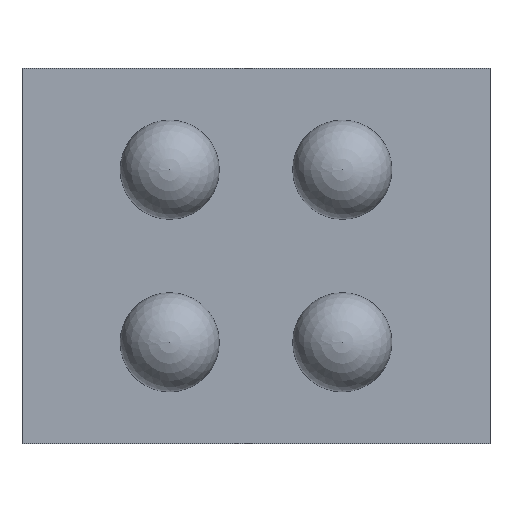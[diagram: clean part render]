
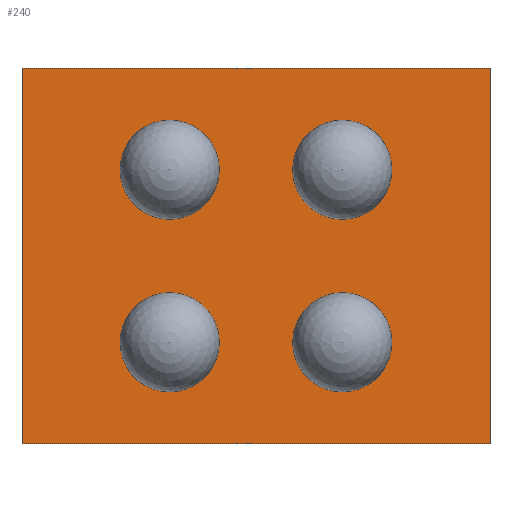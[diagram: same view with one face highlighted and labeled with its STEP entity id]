
A CAD part, front view. The second image highlights one B-rep face of the part: STEP entity #240.
In plain terms, the highlighted planar face has unit normal (0, -1, 0).
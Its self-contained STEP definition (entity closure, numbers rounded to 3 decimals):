
#18=FACE_BOUND('',#50,.T.);
#19=FACE_BOUND('',#51,.T.);
#20=FACE_BOUND('',#52,.T.);
#21=FACE_BOUND('',#53,.T.);
#22=CIRCLE('',#268,0.115);
#23=CIRCLE('',#269,0.115);
#24=CIRCLE('',#270,0.115);
#25=CIRCLE('',#271,0.115);
#36=FACE_OUTER_BOUND('',#49,.T.);
#49=EDGE_LOOP('',(#183,#184,#185,#186));
#50=EDGE_LOOP('',(#187));
#51=EDGE_LOOP('',(#188));
#52=EDGE_LOOP('',(#189));
#53=EDGE_LOOP('',(#190));
#66=LINE('',#363,#87);
#69=LINE('',#370,#90);
#73=LINE('',#377,#94);
#77=LINE('',#384,#98);
#87=VECTOR('',#294,10.);
#90=VECTOR('',#299,10.);
#94=VECTOR('',#305,10.);
#98=VECTOR('',#311,10.);
#107=VERTEX_POINT('',#360);
#108=VERTEX_POINT('',#362);
#110=VERTEX_POINT('',#368);
#111=VERTEX_POINT('',#369);
#116=VERTEX_POINT('',#389);
#117=VERTEX_POINT('',#391);
#118=VERTEX_POINT('',#393);
#119=VERTEX_POINT('',#395);
#130=EDGE_CURVE('',#107,#108,#66,.T.);
#133=EDGE_CURVE('',#110,#111,#69,.T.);
#137=EDGE_CURVE('',#110,#108,#73,.T.);
#141=EDGE_CURVE('',#107,#111,#77,.T.);
#144=EDGE_CURVE('',#116,#116,#22,.T.);
#145=EDGE_CURVE('',#117,#117,#23,.T.);
#146=EDGE_CURVE('',#118,#118,#24,.T.);
#147=EDGE_CURVE('',#119,#119,#25,.T.);
#183=ORIENTED_EDGE('',*,*,#137,.T.);
#184=ORIENTED_EDGE('',*,*,#130,.F.);
#185=ORIENTED_EDGE('',*,*,#141,.T.);
#186=ORIENTED_EDGE('',*,*,#133,.F.);
#187=ORIENTED_EDGE('',*,*,#144,.T.);
#188=ORIENTED_EDGE('',*,*,#145,.T.);
#189=ORIENTED_EDGE('',*,*,#146,.T.);
#190=ORIENTED_EDGE('',*,*,#147,.T.);
#217=PLANE('',#267);
#240=ADVANCED_FACE('',(#36,#18,#19,#20,#21),#217,.T.);
#267=AXIS2_PLACEMENT_3D('',#388,#316,#317);
#268=AXIS2_PLACEMENT_3D('',#390,#318,#319);
#269=AXIS2_PLACEMENT_3D('',#392,#320,#321);
#270=AXIS2_PLACEMENT_3D('',#394,#322,#323);
#271=AXIS2_PLACEMENT_3D('',#396,#324,#325);
#294=DIRECTION('',(-1.,0.,0.));
#299=DIRECTION('',(1.,0.,0.));
#305=DIRECTION('',(0.,0.,-1.));
#311=DIRECTION('',(0.,0.,1.));
#316=DIRECTION('center_axis',(0.,-1.,0.));
#317=DIRECTION('ref_axis',(0.,0.,-1.));
#318=DIRECTION('center_axis',(0.,1.,0.));
#319=DIRECTION('ref_axis',(0.,0.,-1.));
#320=DIRECTION('center_axis',(0.,1.,0.));
#321=DIRECTION('ref_axis',(0.,0.,-1.));
#322=DIRECTION('center_axis',(0.,1.,0.));
#323=DIRECTION('ref_axis',(0.,0.,-1.));
#324=DIRECTION('center_axis',(0.,1.,0.));
#325=DIRECTION('ref_axis',(0.,0.,-1.));
#360=CARTESIAN_POINT('',(0.543,0.,-0.435));
#362=CARTESIAN_POINT('',(-0.543,0.,-0.435));
#363=CARTESIAN_POINT('',(0.37,0.,-0.435));
#368=CARTESIAN_POINT('',(-0.543,0.,0.435));
#369=CARTESIAN_POINT('',(0.543,0.,0.435));
#370=CARTESIAN_POINT('',(-0.37,0.,0.435));
#377=CARTESIAN_POINT('',(-0.543,0.,-0.37));
#384=CARTESIAN_POINT('',(0.543,0.,0.37));
#388=CARTESIAN_POINT('Origin',(0.,0.,0.));
#389=CARTESIAN_POINT('',(0.085,0.,0.2));
#390=CARTESIAN_POINT('Origin',(0.2,0.,0.2));
#391=CARTESIAN_POINT('',(0.085,0.,-0.2));
#392=CARTESIAN_POINT('Origin',(0.2,0.,-0.2));
#393=CARTESIAN_POINT('',(-0.315,0.,0.2));
#394=CARTESIAN_POINT('Origin',(-0.2,0.,0.2));
#395=CARTESIAN_POINT('',(-0.315,0.,-0.2));
#396=CARTESIAN_POINT('Origin',(-0.2,0.,-0.2));
